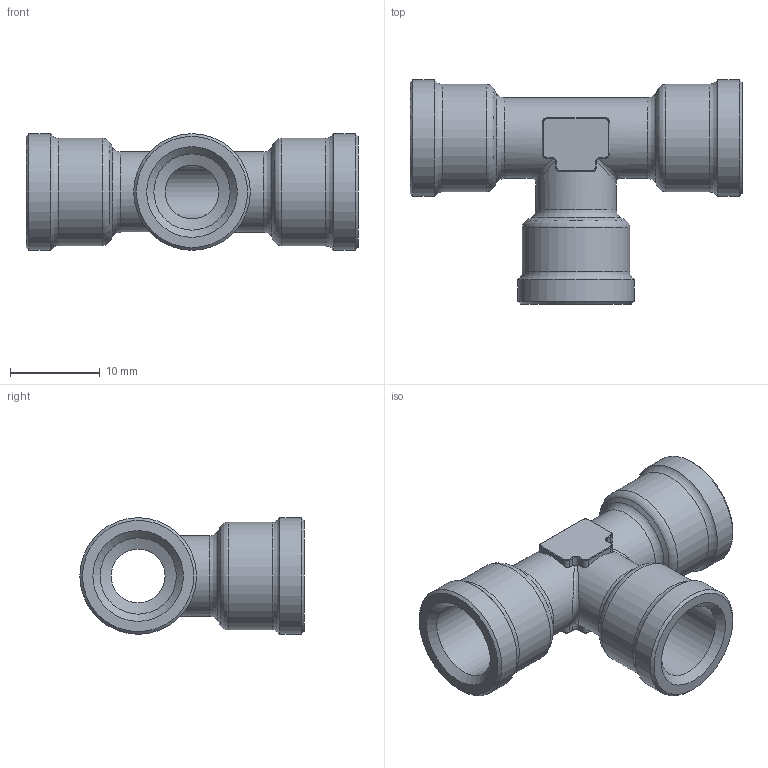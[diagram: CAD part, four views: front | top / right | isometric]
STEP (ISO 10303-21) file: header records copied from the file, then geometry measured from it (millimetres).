
FILE_DESCRIPTION(( 'RAL.23.18.18.stp' ), '1');
FILE_NAME( 'RAL.23.18.18.stp', '2021-02-22T10:31:51',( 'Sopra'),('sopra-pneumatic.com'), 'SwSTEP 2.0','SolidWorks 2009','' );
FILE_SCHEMA( ( 'CONFIG_CONTROL_DESIGN' ) );
Length unit declared in the file: millimetre
Products named in the file (1): <00C-0064L>-<Raccordo-chiave>
Bounding box: 37 x 25 x 13 mm (x, y, z)
Volume: 2687.2 mm3; surface area: 3223.7 mm2
Topology: 1 solids, 1 shells, 105 faces, 261 edges, 157 vertices
Faces by surface type: cylinder 45, torus 25, plane 21, cone 12, bspline 2
Full cylindrical faces by diameter (mm): 6 x2, 8.5 x3, 9 x2, 12 x3, 13 x3
Entity records: 3166 total; most frequent: CARTESIAN_POINT 864, DIRECTION 494, ORIENTED_EDGE 420, AXIS2_PLACEMENT_3D 210, EDGE_CURVE 210, EDGE_LOOP 144, VERTEX_POINT 142, FACE_OUTER_BOUND 127
